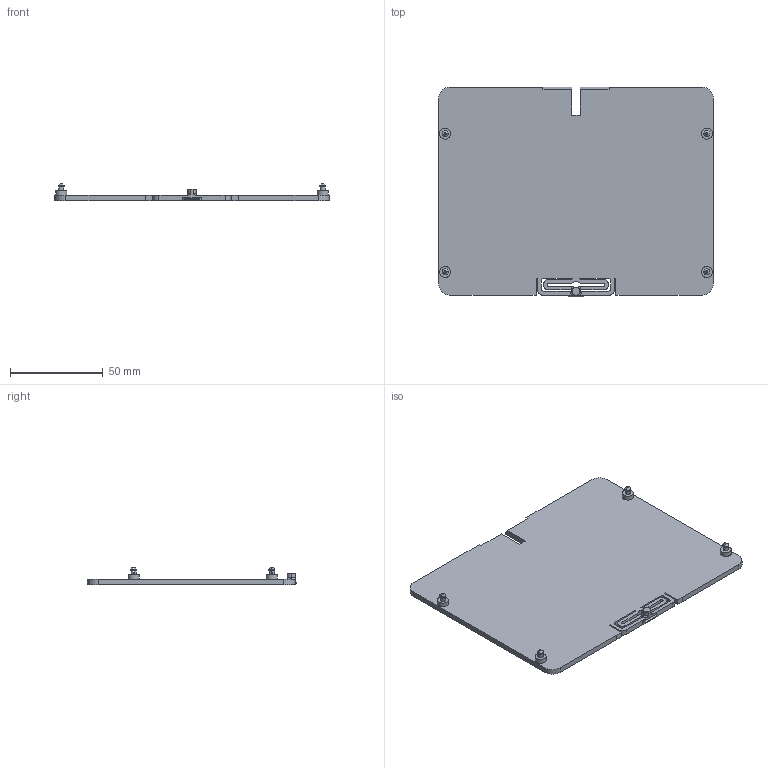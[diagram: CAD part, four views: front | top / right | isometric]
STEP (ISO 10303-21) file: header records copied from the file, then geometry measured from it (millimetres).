
FILE_DESCRIPTION(('HOOPS Exchange Step'),'2;1');
FILE_NAME('temp_export','2021-02-13T00:03:15-23:00',('mobile'),('Shapr3D Limited'),'HOOPS Exchange 2020.2','Shapr3D','Authorized');
FILE_SCHEMA( ('AP203_CONFIGURATION_CONTROLLED_3D_DESIGN_OF_MECHANICAL_PARTS_AND_ASSEMBLIES_MIM_LF') );
Length unit declared in the file: millimetre
Products named in the file (1): 3C8E209D-F76C-4027-B026-A0E4607356FB.tmp
Bounding box: 148 x 112.9 x 9.5 mm (x, y, z)
Volume: 49364.6 mm3; surface area: 35512.9 mm2
Topology: 1 solids, 1 shells, 161 faces, 460 edges, 307 vertices
Faces by surface type: plane 73, cylinder 61, cone 16, torus 6, bspline 5
Full cylindrical faces by diameter (mm): 6 x4
Entity records: 5906 total; most frequent: CARTESIAN_POINT 1604, ORIENTED_EDGE 920, DIRECTION 887, EDGE_CURVE 460, AXIS2_PLACEMENT_3D 315, VERTEX_POINT 307, VECTOR 257, LINE 257
